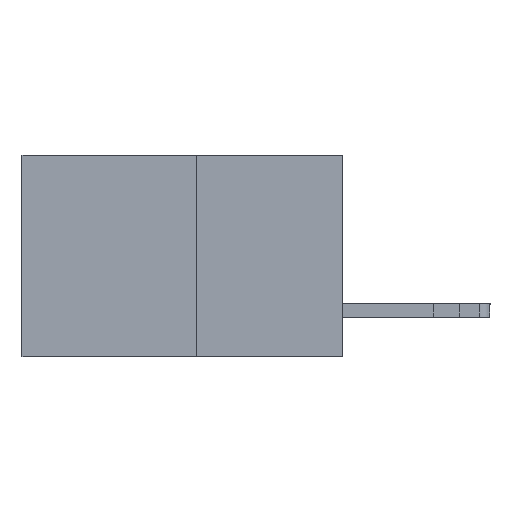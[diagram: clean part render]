
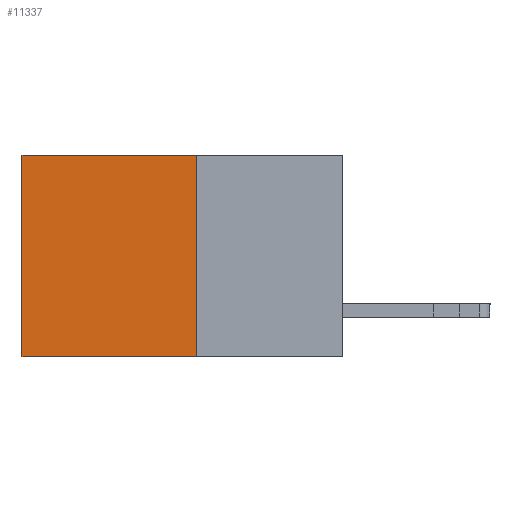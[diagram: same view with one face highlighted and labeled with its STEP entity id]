
A CAD part, left-side view. The second image highlights one B-rep face of the part: STEP entity #11337.
In plain terms, the highlighted planar face has unit normal (-1, 0, 0).
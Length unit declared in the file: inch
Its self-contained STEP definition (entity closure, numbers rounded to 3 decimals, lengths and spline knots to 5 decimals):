
#32 = DIRECTION ( 'NONE',  ( 0., 1., 0. ) ) ;
#712 = DIRECTION ( 'NONE',  ( 0., 0., -1. ) ) ;
#1646 = VERTEX_POINT ( 'NONE', #12161 ) ;
#2419 = ORIENTED_EDGE ( 'NONE', *, *, #12262, .F. ) ;
#3029 = VERTEX_POINT ( 'NONE', #4380 ) ;
#4184 = EDGE_CURVE ( 'NONE', #5458, #1646, #7289, .T. ) ;
#4230 = VECTOR ( 'NONE', #9274, 39.37008 ) ;
#4380 = CARTESIAN_POINT ( 'NONE',  ( 0.277, 0.27, -0.37 ) ) ;
#4530 = VECTOR ( 'NONE', #712, 39.37008 ) ;
#5034 = LINE ( 'NONE', #8216, #8049 ) ;
#5458 = VERTEX_POINT ( 'NONE', #13025 ) ;
#6364 = VERTEX_POINT ( 'NONE', #13428 ) ;
#6472 = EDGE_CURVE ( 'NONE', #6364, #3029, #12799, .T. ) ;
#7263 = DIRECTION ( 'NONE',  ( 0., 0., -1. ) ) ;
#7289 = LINE ( 'NONE', #10304, #4230 ) ;
#7358 = FACE_OUTER_BOUND ( 'NONE', #8480, .T. ) ;
#7570 = ORIENTED_EDGE ( 'NONE', *, *, #4184, .T. ) ;
#7840 = VECTOR ( 'NONE', #11984, 39.37008 ) ;
#8049 = VECTOR ( 'NONE', #32, 39.37008 ) ;
#8172 = LINE ( 'NONE', #10954, #7840 ) ;
#8216 = CARTESIAN_POINT ( 'NONE',  ( 0.277, 0.27, 0. ) ) ;
#8480 = EDGE_LOOP ( 'NONE', ( #7570, #2419, #13195, #12470 ) ) ;
#9274 = DIRECTION ( 'NONE',  ( 0., 0., -1. ) ) ;
#9390 = CARTESIAN_POINT ( 'NONE',  ( 0.277, 0.27, -0.37 ) ) ;
#9394 = CARTESIAN_POINT ( 'NONE',  ( 0.277, 0.27, -0.37 ) ) ;
#10304 = CARTESIAN_POINT ( 'NONE',  ( 0.277, 0.59, -0.37 ) ) ;
#10954 = CARTESIAN_POINT ( 'NONE',  ( 0.277, 0.27, -0.37 ) ) ;
#11266 = EDGE_CURVE ( 'NONE', #6364, #5458, #5034, .T. ) ;
#11337 = ADVANCED_FACE ( 'NONE', ( #7358 ), #12492, .F. ) ;
#11439 = AXIS2_PLACEMENT_3D ( 'NONE', #9394, #13520, #7263 ) ;
#11984 = DIRECTION ( 'NONE',  ( 0., 1., 0. ) ) ;
#12161 = CARTESIAN_POINT ( 'NONE',  ( 0.277, 0.59, -0.37 ) ) ;
#12262 = EDGE_CURVE ( 'NONE', #3029, #1646, #8172, .T. ) ;
#12470 = ORIENTED_EDGE ( 'NONE', *, *, #11266, .T. ) ;
#12492 = PLANE ( 'NONE',  #11439 ) ;
#12799 = LINE ( 'NONE', #9390, #4530 ) ;
#13025 = CARTESIAN_POINT ( 'NONE',  ( 0.277, 0.59, 0. ) ) ;
#13195 = ORIENTED_EDGE ( 'NONE', *, *, #6472, .F. ) ;
#13428 = CARTESIAN_POINT ( 'NONE',  ( 0.277, 0.27, 0. ) ) ;
#13520 = DIRECTION ( 'NONE',  ( 1., 0., 0. ) ) ;
